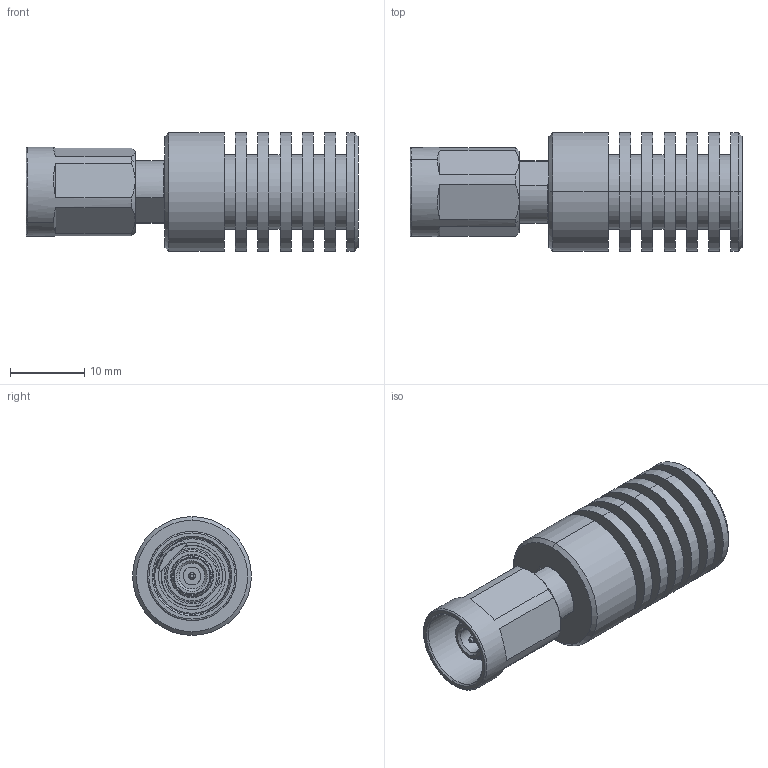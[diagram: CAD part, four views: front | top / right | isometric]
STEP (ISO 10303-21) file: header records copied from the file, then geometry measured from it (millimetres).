
FILE_DESCRIPTION (( 'STEP AP214' ), '1' );
FILE_NAME ('LCTR1161_3D.step', '2024-02-02T20:55:03', ( '' ), ( '' ), 'SwSTEP 2.0', 'SolidWorks 2022', '' );
FILE_SCHEMA (( 'AUTOMOTIVE_DESIGN' ));
Length unit declared in the file: inch
Products named in the file (4): TR1161 - L10-6-10M(2)^LCTR1161; JT^TR1161 - L10-6-10M(2)_LCTR1161; LCTR1161_3D; WJ-0698^TR1161 - L10-6-10M(2)_LCTR1161
Assembly tree (3 placements, depth 3):
  LCTR1161_3D
    TR1161 - L10-6-10M(2)^LCTR1161
      WJ-0698^TR1161 - L10-6-10M(2)_LCTR1161
      JT^TR1161 - L10-6-10M(2)_LCTR1161
Bounding box: 44.7 x 16 x 16 mm (x, y, z)
Volume: 4112.6 mm3; surface area: 4691 mm2
Topology: 1 solids, 16 shells, 199 faces, 504 edges, 334 vertices
Faces by surface type: plane 65, cylinder 58, cone 39, bspline 37
Entity records: 8138 total; most frequent: CARTESIAN_POINT 4274, ORIENTED_EDGE 899, EDGE_CURVE 502, DIRECTION 482, B_SPLINE_CURVE_WITH_KNOTS 356, VERTEX_POINT 334, AXIS2_PLACEMENT_3D 226, EDGE_LOOP 219
